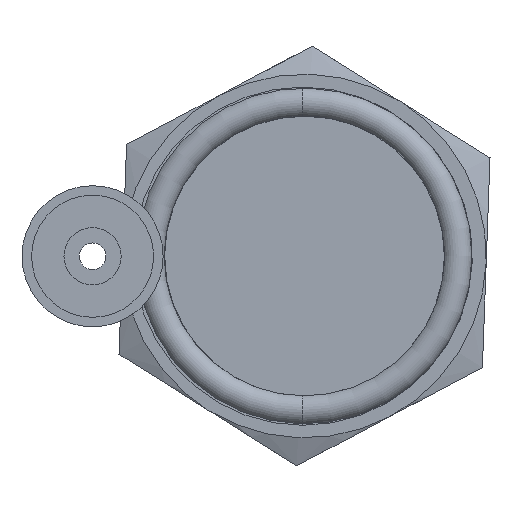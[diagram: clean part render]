
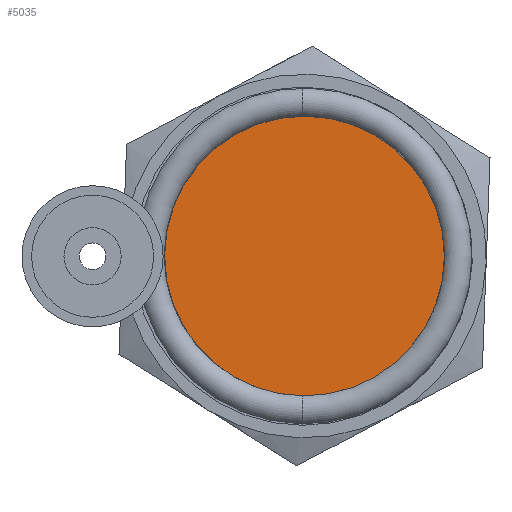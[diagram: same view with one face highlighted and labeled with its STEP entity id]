
A CAD part, left-side view. The second image highlights one B-rep face of the part: STEP entity #5035.
In plain terms, the highlighted face is planar.
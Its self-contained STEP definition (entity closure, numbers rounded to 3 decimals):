
#73 = PLANE ( 'NONE',  #3617 ) ;
#674 = FACE_OUTER_BOUND ( 'NONE', #5015, .T. ) ;
#1115 = CARTESIAN_POINT ( 'NONE',  ( 228., -11., 0. ) ) ;
#1153 = DIRECTION ( 'NONE',  ( -1., 0., 0. ) ) ;
#2244 = CARTESIAN_POINT ( 'NONE',  ( 228., 0., 0. ) ) ;
#2460 = CARTESIAN_POINT ( 'NONE',  ( 228., 0., 0. ) ) ;
#2748 = ORIENTED_EDGE ( 'NONE', *, *, #7597, .F. ) ;
#2813 = AXIS2_PLACEMENT_3D ( 'NONE', #7426, #6847, #3054 ) ;
#3054 = DIRECTION ( 'NONE',  ( 0., -1., 0. ) ) ;
#3572 = DIRECTION ( 'NONE',  ( 0., -1., 0. ) ) ;
#3617 = AXIS2_PLACEMENT_3D ( 'NONE', #2460, #4867, #6806 ) ;
#3691 = CIRCLE ( 'NONE', #2813, 11. ) ;
#4349 = CARTESIAN_POINT ( 'NONE',  ( 228., 11., 0. ) ) ;
#4867 = DIRECTION ( 'NONE',  ( -1., 0., 0. ) ) ;
#5015 = EDGE_LOOP ( 'NONE', ( #7705, #2748 ) ) ;
#5035 = ADVANCED_FACE ( 'NONE', ( #674 ), #73, .F. ) ;
#6098 = CIRCLE ( 'NONE', #6223, 11. ) ;
#6223 = AXIS2_PLACEMENT_3D ( 'NONE', #2244, #1153, #3572 ) ;
#6248 = EDGE_CURVE ( 'NONE', #7245, #6611, #3691, .T. ) ;
#6611 = VERTEX_POINT ( 'NONE', #4349 ) ;
#6806 = DIRECTION ( 'NONE',  ( 0., -1., 0. ) ) ;
#6847 = DIRECTION ( 'NONE',  ( -1., 0., 0. ) ) ;
#7245 = VERTEX_POINT ( 'NONE', #1115 ) ;
#7426 = CARTESIAN_POINT ( 'NONE',  ( 228., 0., 0. ) ) ;
#7597 = EDGE_CURVE ( 'NONE', #6611, #7245, #6098, .T. ) ;
#7705 = ORIENTED_EDGE ( 'NONE', *, *, #6248, .F. ) ;
